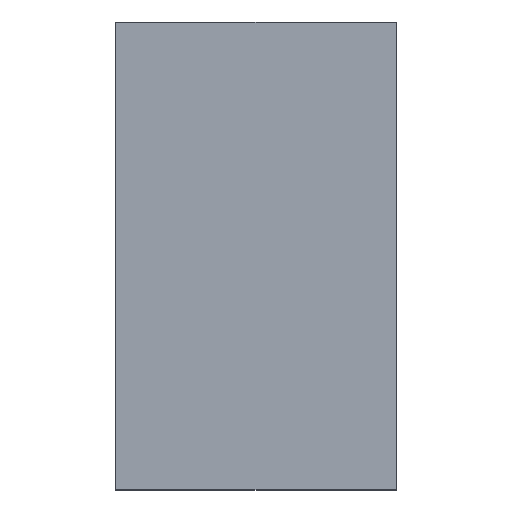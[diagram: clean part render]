
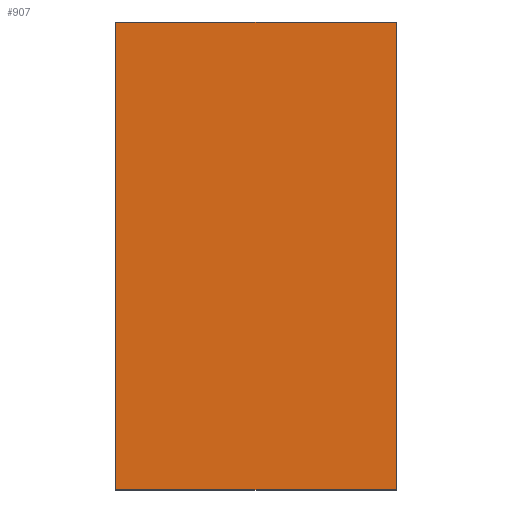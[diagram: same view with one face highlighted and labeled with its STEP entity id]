
A CAD part, top view. The second image highlights one B-rep face of the part: STEP entity #907.
In plain terms, the highlighted planar face has unit normal (0, 0, 1).
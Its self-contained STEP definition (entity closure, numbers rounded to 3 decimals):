
#33 = CARTESIAN_POINT ( 'NONE',  ( -300., -600., 100. ) ) ;
#229 = VERTEX_POINT ( 'NONE', #33 ) ;
#907 = ADVANCED_FACE ( 'NONE', ( #10627 ), #14419, .F. ) ;
#1389 = DIRECTION ( 'NONE',  ( -1., 0., 0. ) ) ;
#1475 = LINE ( 'NONE', #6920, #10356 ) ;
#1943 = EDGE_CURVE ( 'NONE', #12730, #13762, #1475, .T. ) ;
#2253 = EDGE_CURVE ( 'NONE', #13762, #229, #9522, .T. ) ;
#2984 = DIRECTION ( 'NONE',  ( -1., 0., 0. ) ) ;
#3422 = ORIENTED_EDGE ( 'NONE', *, *, #1943, .F. ) ;
#3912 = CARTESIAN_POINT ( 'NONE',  ( -300., 400., 100. ) ) ;
#4932 = LINE ( 'NONE', #12460, #7664 ) ;
#5776 = VERTEX_POINT ( 'NONE', #7626 ) ;
#6424 = VECTOR ( 'NONE', #2984, 1000. ) ;
#6578 = EDGE_CURVE ( 'NONE', #5776, #229, #10322, .T. ) ;
#6668 = CARTESIAN_POINT ( 'NONE',  ( 300., 400., 100. ) ) ;
#6670 = DIRECTION ( 'NONE',  ( 0., -1., 0. ) ) ;
#6719 = EDGE_CURVE ( 'NONE', #5776, #12730, #4932, .T. ) ;
#6733 = ORIENTED_EDGE ( 'NONE', *, *, #6578, .T. ) ;
#6920 = CARTESIAN_POINT ( 'NONE',  ( 300., 400., 100. ) ) ;
#7626 = CARTESIAN_POINT ( 'NONE',  ( -300., 400., 100. ) ) ;
#7664 = VECTOR ( 'NONE', #12372, 1000. ) ;
#8007 = DIRECTION ( 'NONE',  ( 0., 0., -1. ) ) ;
#8645 = VECTOR ( 'NONE', #6670, 1000. ) ;
#9522 = LINE ( 'NONE', #14740, #6424 ) ;
#9638 = ORIENTED_EDGE ( 'NONE', *, *, #6719, .F. ) ;
#10174 = EDGE_LOOP ( 'NONE', ( #6733, #12829, #3422, #9638 ) ) ;
#10322 = LINE ( 'NONE', #3912, #8645 ) ;
#10356 = VECTOR ( 'NONE', #16130, 1000. ) ;
#10481 = AXIS2_PLACEMENT_3D ( 'NONE', #10711, #8007, #1389 ) ;
#10627 = FACE_OUTER_BOUND ( 'NONE', #10174, .T. ) ;
#10711 = CARTESIAN_POINT ( 'NONE',  ( 300., 400., 100. ) ) ;
#12372 = DIRECTION ( 'NONE',  ( 1., 0., 0. ) ) ;
#12460 = CARTESIAN_POINT ( 'NONE',  ( 300., 400., 100. ) ) ;
#12730 = VERTEX_POINT ( 'NONE', #6668 ) ;
#12829 = ORIENTED_EDGE ( 'NONE', *, *, #2253, .F. ) ;
#13762 = VERTEX_POINT ( 'NONE', #14386 ) ;
#14386 = CARTESIAN_POINT ( 'NONE',  ( 300., -600., 100. ) ) ;
#14419 = PLANE ( 'NONE',  #10481 ) ;
#14740 = CARTESIAN_POINT ( 'NONE',  ( -300., -600., 100. ) ) ;
#16130 = DIRECTION ( 'NONE',  ( 0., -1., 0. ) ) ;
